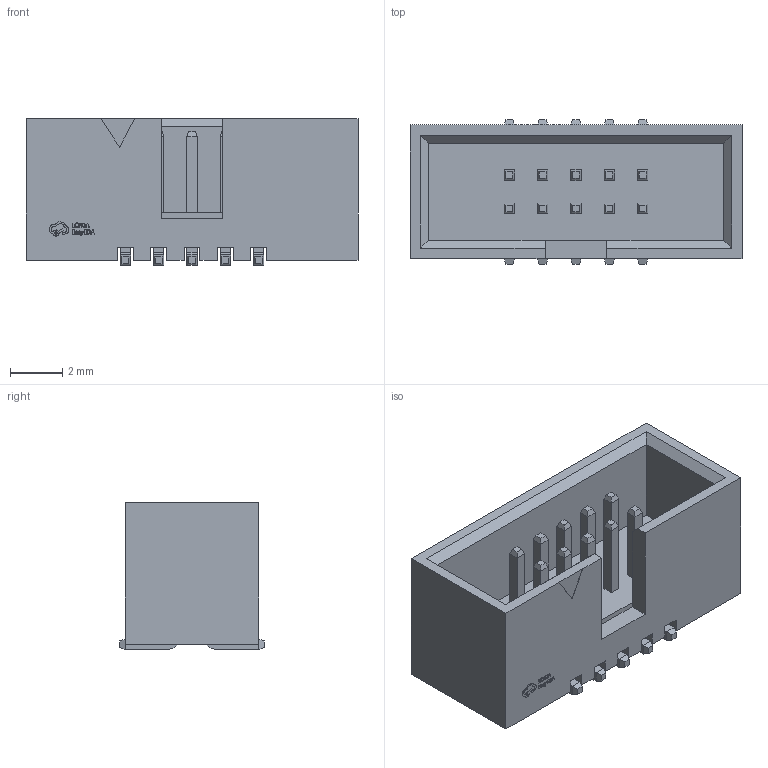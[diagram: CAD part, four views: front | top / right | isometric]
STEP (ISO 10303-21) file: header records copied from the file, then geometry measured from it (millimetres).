
FILE_DESCRIPTION (( 'STEP AP214' ), '1' );
FILE_NAME ('IDC-SMD_10P-P1.27_X1270WVS-2X05B-6TV01.step', '2022-07-02T13:33:37', ( '' ), ( '' ), 'SwSTEP 2.0', 'SolidWorks 2020', '' );
FILE_SCHEMA (( 'AUTOMOTIVE_DESIGN' ));
Length unit declared in the file: millimetre
Products named in the file (1): IDC-SMD_10P-P1.27_X1270WVS-2X05B-6TV01
Bounding box: 12.65 x 5.5 x 5.6 mm (x, y, z)
Volume: 192.1 mm3; surface area: 521.2 mm2
Topology: 1 solids, 1 shells, 547 faces, 1411 edges, 912 vertices
Faces by surface type: plane 415, bspline 112, cylinder 20
Entity records: 23596 total; most frequent: CARTESIAN_POINT 4999, ORIENTED_EDGE 2822, DIRECTION 2091, EDGE_CURVE 1411, VECTOR 1139, LINE 1139, VERTEX_POINT 912, EDGE_LOOP 593
